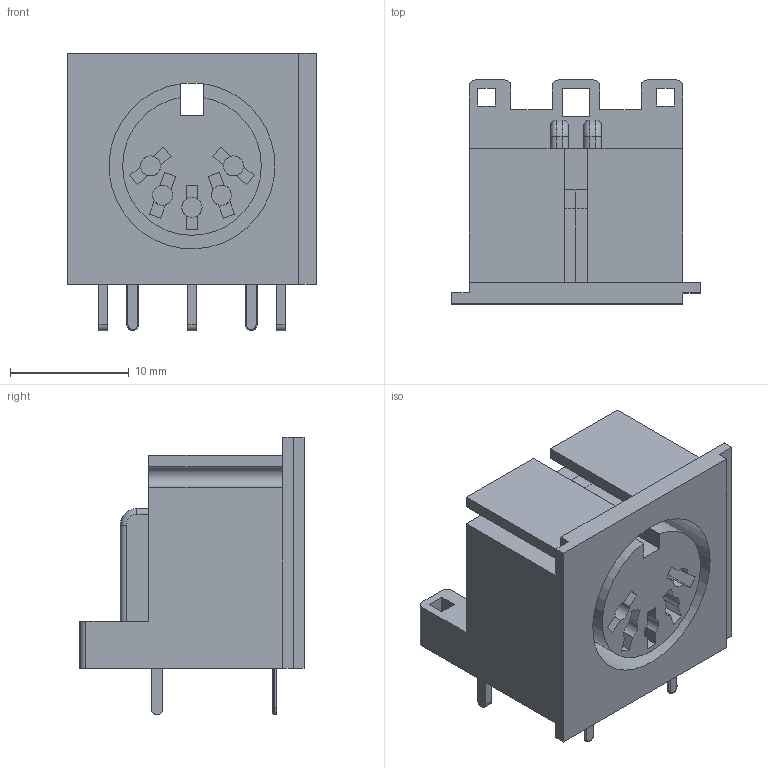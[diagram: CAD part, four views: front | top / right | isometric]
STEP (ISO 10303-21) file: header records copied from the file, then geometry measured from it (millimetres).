
FILE_DESCRIPTION(('FreeCAD Model'),'2;1');
FILE_NAME('din-3-jack.step', '2020-11-15T16:26:35',('Author'),(''), 'Open CASCADE STEP processor 7.2','FreeCAD','Unknown');
FILE_SCHEMA(('AUTOMOTIVE_DESIGN { 1 0 10303 214 1 1 1 1 }'));
Length unit declared in the file: millimetre
Products named in the file (6): Body; front-pin2; Body003; front-pin1; Body004; Body005
Bounding box: 21 x 18.9 x 23.4 mm (x, y, z)
Volume: 3917.5 mm3; surface area: 3576.4 mm2
Topology: 6 solids, 6 shells, 211 faces, 543 edges, 348 vertices
Faces by surface type: plane 147, cylinder 52, torus 12
Full cylindrical faces by diameter (mm): 1.7 x5
Entity records: 13510 total; most frequent: CARTESIAN_POINT 2647, DIRECTION 1965, LINE 1221, VECTOR 1221, ORIENTED_EDGE 1088, PCURVE 1086, DEFINITIONAL_REPRESENTATION 1086, EDGE_CURVE 543
